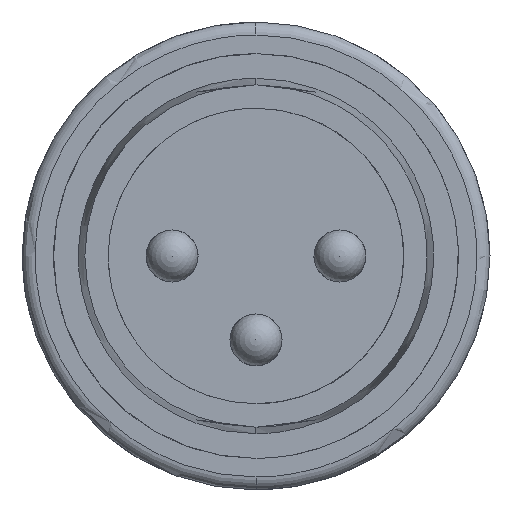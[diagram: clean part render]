
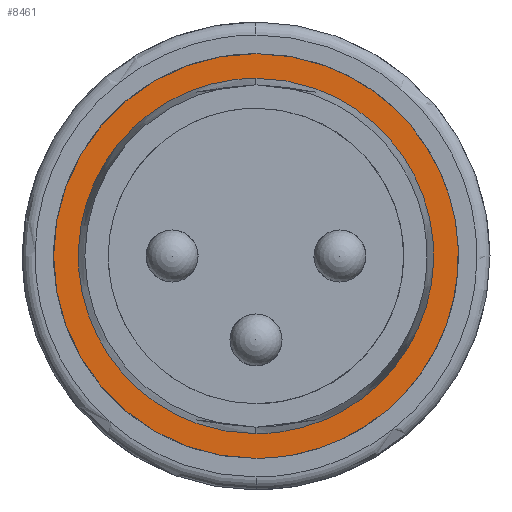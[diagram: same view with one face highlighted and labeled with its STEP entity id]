
A CAD part, left-side view. The second image highlights one B-rep face of the part: STEP entity #8461.
In plain terms, the highlighted planar face has unit normal (-1, 0, 0).
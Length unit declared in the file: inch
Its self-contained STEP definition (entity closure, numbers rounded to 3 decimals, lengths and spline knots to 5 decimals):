
#585 = CARTESIAN_POINT ( 'NONE',  ( -6.4475, -0.00015, 0.135 ) ) ;
#637 = CARTESIAN_POINT ( 'NONE',  ( -6.4475, -0.10264, -0.07152 ) ) ;
#819 = CARTESIAN_POINT ( 'NONE',  ( -6.4475, -0.1516, -0.0337 ) ) ;
#820 = CARTESIAN_POINT ( 'NONE',  ( -6.4475, -0.00015, -0.121 ) ) ;
#834 = CARTESIAN_POINT ( 'NONE',  ( -6.4475, 0.10235, -0.07153 ) ) ;
#1047 = EDGE_LOOP ( 'NONE', ( #5701, #4169 ) ) ;
#1554 = CARTESIAN_POINT ( 'NONE',  ( -6.4475, -0.0648, -0.10476 ) ) ;
#1704 = CARTESIAN_POINT ( 'NONE',  ( -6.4475, -0.00015, 0.1625 ) ) ;
#1741 = CARTESIAN_POINT ( 'NONE',  ( -6.4475, -0.1245, -0.08856 ) ) ;
#1753 = CARTESIAN_POINT ( 'NONE',  ( -6.4475, 0.1246, -0.02633 ) ) ;
#1945 = EDGE_CURVE ( 'NONE', #7174, #5200, #6385, .T. ) ;
#2130 = ORIENTED_EDGE ( 'NONE', *, *, #1945, .F. ) ;
#2174 = VERTEX_POINT ( 'NONE', #820 ) ;
#2426 = DIRECTION ( 'NONE',  ( -1., 0., 0. ) ) ;
#2433 = CARTESIAN_POINT ( 'NONE',  ( -6.4475, -0.06479, 0.11878 ) ) ;
#2470 = CARTESIAN_POINT ( 'NONE',  ( -6.4475, -0.01714, -0.121 ) ) ;
#2604 = CARTESIAN_POINT ( 'NONE',  ( -6.4475, -0.0205, 0.1625 ) ) ;
#2648 = CARTESIAN_POINT ( 'NONE',  ( -6.4475, -0.07846, -0.12887 ) ) ;
#2665 = CARTESIAN_POINT ( 'NONE',  ( -6.4475, 0.12786, 0.02395 ) ) ;
#3341 = CARTESIAN_POINT ( 'NONE',  ( -6.4475, -0.10264, 0.08553 ) ) ;
#3351 = DIRECTION ( 'NONE',  ( 0., 1., 0. ) ) ;
#3532 = CARTESIAN_POINT ( 'NONE',  ( -6.4475, -0.07846, 0.14287 ) ) ;
#3564 = CARTESIAN_POINT ( 'NONE',  ( -6.4475, -0.0205, -0.1485 ) ) ;
#3579 = CARTESIAN_POINT ( 'NONE',  ( -6.4475, 0.11163, 0.07164 ) ) ;
#3626 = DIRECTION ( 'NONE',  ( 1., 0., 0. ) ) ;
#4012 = EDGE_CURVE ( 'NONE', #10829, #2174, #5740, .T. ) ;
#4061 = EDGE_LOOP ( 'NONE', ( #2130, #11340 ) ) ;
#4169 = ORIENTED_EDGE ( 'NONE', *, *, #4012, .T. ) ;
#4270 = CARTESIAN_POINT ( 'NONE',  ( -6.4475, -0.12489, 0.04033 ) ) ;
#4453 = CARTESIAN_POINT ( 'NONE',  ( -6.4475, -0.1245, 0.10256 ) ) ;
#4473 = CARTESIAN_POINT ( 'NONE',  ( -6.4475, -0.00015, -0.121 ) ) ;
#4517 = CARTESIAN_POINT ( 'NONE',  ( -6.4475, 0.07838, 0.1095 ) ) ;
#4702 = EDGE_CURVE ( 'NONE', #2174, #10829, #10805, .T. ) ;
#5196 = EDGE_CURVE ( 'NONE', #5200, #7174, #12064, .T. ) ;
#5200 = VERTEX_POINT ( 'NONE', #5434 ) ;
#5211 = CARTESIAN_POINT ( 'NONE',  ( -6.4475, -0.12815, -0.00995 ) ) ;
#5392 = CARTESIAN_POINT ( 'NONE',  ( -6.4475, -0.1516, 0.0477 ) ) ;
#5412 = CARTESIAN_POINT ( 'NONE',  ( -6.4475, 0.03318, -0.11774 ) ) ;
#5434 = CARTESIAN_POINT ( 'NONE',  ( -6.4475, -0.00015, 0.1625 ) ) ;
#5449 = CARTESIAN_POINT ( 'NONE',  ( -6.4475, 0.03318, 0.13175 ) ) ;
#5701 = ORIENTED_EDGE ( 'NONE', *, *, #4702, .T. ) ;
#5740 = B_SPLINE_CURVE_WITH_KNOTS ( 'NONE', 3,
 ( #585, #7043, #7960, #2433, #8893, #3341, #9819, #4270, #10775, #5211, #11743, #6140, #637, #7079, #1554, #8003, #2470, #8932 ),
 .UNSPECIFIED., .F., .F.,
 ( 4, 2, 2, 2, 2, 2, 2, 2, 4 ),
 ( 0., 0.125, 0.25, 0.375, 0.5, 0.625, 0.75, 0.875, 1. ),
 .UNSPECIFIED. ) ;
#6073 = FACE_BOUND ( 'NONE', #1047, .T. ) ;
#6140 = CARTESIAN_POINT ( 'NONE',  ( -6.4475, -0.11192, -0.05764 ) ) ;
#6327 = CARTESIAN_POINT ( 'NONE',  ( -6.4475, -0.15565, -0.01335 ) ) ;
#6340 = CARTESIAN_POINT ( 'NONE',  ( -6.4475, 0.07838, -0.09549 ) ) ;
#6378 = CARTESIAN_POINT ( 'NONE',  ( -6.4475, -0.00015, 0.135 ) ) ;
#6385 = CIRCLE ( 'NONE', #11890, 0.1555 ) ;
#7043 = CARTESIAN_POINT ( 'NONE',  ( -6.4475, -0.0171, 0.135 ) ) ;
#7079 = CARTESIAN_POINT ( 'NONE',  ( -6.4475, -0.07868, -0.0955 ) ) ;
#7174 = VERTEX_POINT ( 'NONE', #10158 ) ;
#7265 = CARTESIAN_POINT ( 'NONE',  ( -6.4475, -0.13602, -0.07131 ) ) ;
#7282 = CARTESIAN_POINT ( 'NONE',  ( -6.4475, 0.11162, -0.05764 ) ) ;
#7949 = CARTESIAN_POINT ( 'NONE',  ( -6.4475, -0.15876, 0.16561 ) ) ;
#7960 = CARTESIAN_POINT ( 'NONE',  ( -6.4475, -0.03347, 0.13174 ) ) ;
#8003 = CARTESIAN_POINT ( 'NONE',  ( -6.4475, -0.03346, -0.11775 ) ) ;
#8181 = CARTESIAN_POINT ( 'NONE',  ( -6.4475, -0.09571, -0.11735 ) ) ;
#8198 = CARTESIAN_POINT ( 'NONE',  ( -6.4475, 0.12785, -0.00995 ) ) ;
#8461 = ADVANCED_FACE ( 'NONE', ( #6073, #8828 ), #9777, .T. ) ;
#8828 = FACE_OUTER_BOUND ( 'NONE', #4061, .T. ) ;
#8893 = CARTESIAN_POINT ( 'NONE',  ( -6.4475, -0.07867, 0.10949 ) ) ;
#8932 = CARTESIAN_POINT ( 'NONE',  ( -6.4475, -0.00015, -0.121 ) ) ;
#9081 = CARTESIAN_POINT ( 'NONE',  ( -6.4475, -0.04085, 0.15845 ) ) ;
#9127 = CARTESIAN_POINT ( 'NONE',  ( -6.4475, -0.04085, -0.14445 ) ) ;
#9144 = CARTESIAN_POINT ( 'NONE',  ( -6.4475, 0.12459, 0.04033 ) ) ;
#9190 = CARTESIAN_POINT ( 'NONE',  ( -6.4475, -0.00015, 0.007 ) ) ;
#9777 = PLANE ( 'NONE',  #10364 ) ;
#9819 = CARTESIAN_POINT ( 'NONE',  ( -6.4475, -0.11191, 0.07164 ) ) ;
#10012 = CARTESIAN_POINT ( 'NONE',  ( -6.4475, -0.09571, 0.13135 ) ) ;
#10028 = CARTESIAN_POINT ( 'NONE',  ( -6.4475, 0.01681, -0.121 ) ) ;
#10052 = CARTESIAN_POINT ( 'NONE',  ( -6.4475, -0.00015, -0.1485 ) ) ;
#10064 = CARTESIAN_POINT ( 'NONE',  ( -6.4475, 0.10234, 0.08552 ) ) ;
#10111 = DIRECTION ( 'NONE',  ( 0., 0., -1. ) ) ;
#10158 = CARTESIAN_POINT ( 'NONE',  ( -6.4475, -0.00015, -0.1485 ) ) ;
#10364 = AXIS2_PLACEMENT_3D ( 'NONE', #7949, #2426, #3351 ) ;
#10775 = CARTESIAN_POINT ( 'NONE',  ( -6.4475, -0.12814, 0.02395 ) ) ;
#10805 = B_SPLINE_CURVE_WITH_KNOTS ( 'NONE', 3,
 ( #4473, #10028, #5412, #11944, #6340, #834, #7282, #1753, #8198, #2665, #9144, #3579, #10064, #4517, #11029, #5449, #11987, #6378 ),
 .UNSPECIFIED., .F., .F.,
 ( 4, 2, 2, 2, 2, 2, 2, 2, 4 ),
 ( 0., 0.125, 0.25, 0.375, 0.5, 0.625, 0.75, 0.875, 1. ),
 .UNSPECIFIED. ) ;
#10829 = VERTEX_POINT ( 'NONE', #11736 ) ;
#10965 = CARTESIAN_POINT ( 'NONE',  ( -6.4475, -0.13602, 0.08531 ) ) ;
#11029 = CARTESIAN_POINT ( 'NONE',  ( -6.4475, 0.0645, 0.11876 ) ) ;
#11340 = ORIENTED_EDGE ( 'NONE', *, *, #5196, .F. ) ;
#11736 = CARTESIAN_POINT ( 'NONE',  ( -6.4475, -0.00015, 0.135 ) ) ;
#11743 = CARTESIAN_POINT ( 'NONE',  ( -6.4475, -0.12488, -0.02633 ) ) ;
#11890 = AXIS2_PLACEMENT_3D ( 'NONE', #9190, #3626, #10111 ) ;
#11925 = CARTESIAN_POINT ( 'NONE',  ( -6.4475, -0.15565, 0.02735 ) ) ;
#11944 = CARTESIAN_POINT ( 'NONE',  ( -6.4475, 0.06449, -0.10478 ) ) ;
#11987 = CARTESIAN_POINT ( 'NONE',  ( -6.4475, 0.01685, 0.135 ) ) ;
#12064 = B_SPLINE_CURVE_WITH_KNOTS ( 'NONE', 3,
 ( #1704, #2604, #9081, #3532, #10012, #4453, #10965, #5392, #11925, #6327, #819, #7265, #1741, #8181, #2648, #9127, #3564, #10052 ),
 .UNSPECIFIED., .F., .F.,
 ( 4, 2, 2, 2, 2, 2, 2, 2, 4 ),
 ( 0., 0.125, 0.25, 0.375, 0.5, 0.625, 0.75, 0.875, 1. ),
 .UNSPECIFIED. ) ;
